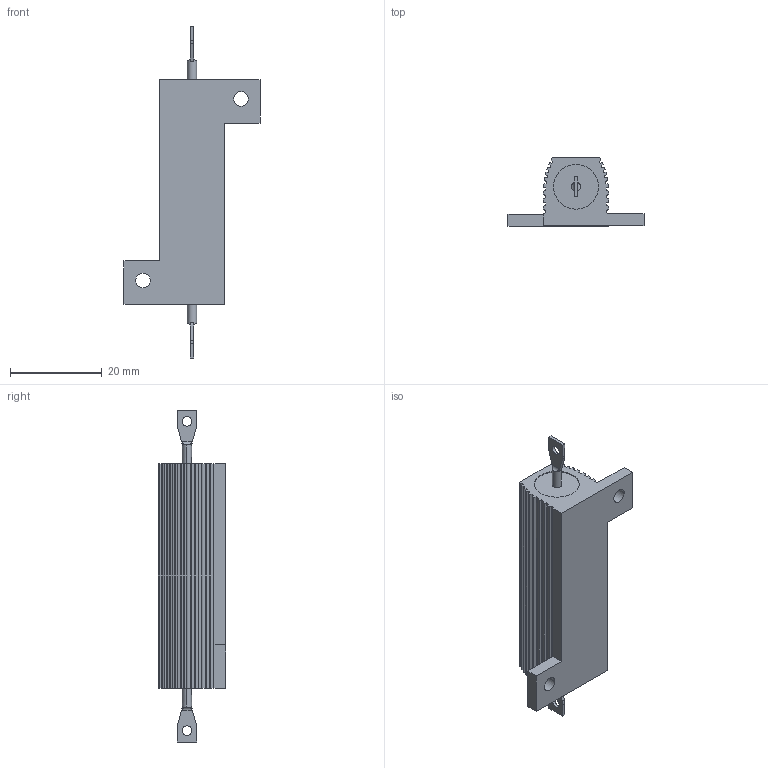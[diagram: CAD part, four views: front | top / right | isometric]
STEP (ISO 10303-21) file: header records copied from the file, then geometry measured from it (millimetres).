
FILE_DESCRIPTION(/* description */ ('Unknown'),/* implementation_level */ '2;1');
FILE_NAME(/* name */ 'HS50 2K F',/* time_stamp */ '2024-04-22T09:13:35+02:00',/* author */ ('Unknown'),/* organization */ ('Unknown'),/* preprocessor_version */ 'ST-DEVELOPER v18.102',/* originating_system */ 'Solid Edge',/* authorisation */ 'Unknown');
FILE_SCHEMA (('AUTOMOTIVE_DESIGN {1 0 10303 214 3 1 1}'));
Length unit declared in the file: millimetre
Products named in the file (1): HS50 2K F
Bounding box: 29.7 x 14.8 x 72.5 mm (x, y, z)
Volume: 9964.1 mm3; surface area: 4319.3 mm2
Topology: 1 solids, 1 shells, 130 faces, 367 edges, 243 vertices
Faces by surface type: plane 86, cylinder 44
Full cylindrical faces by diameter (mm): 2.1 x2
Entity records: 5159 total; most frequent: CARTESIAN_POINT 785, ORIENTED_EDGE 728, DIRECTION 702, EDGE_CURVE 364, LINE 272, VECTOR 272, VERTEX_POINT 242, AXIS2_PLACEMENT_3D 215
